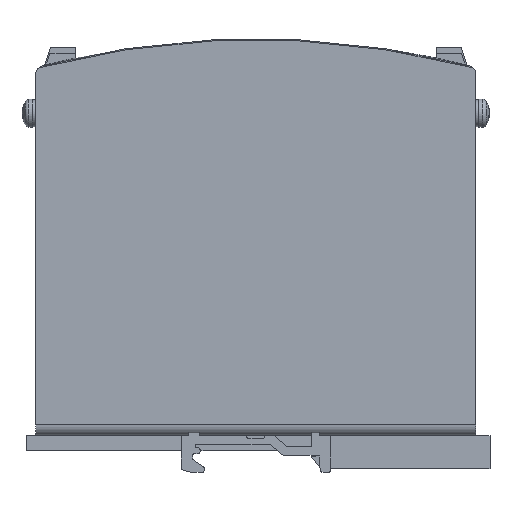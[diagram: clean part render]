
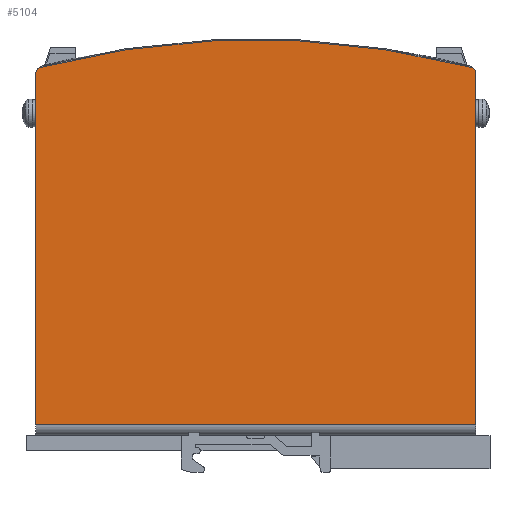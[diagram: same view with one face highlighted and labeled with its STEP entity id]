
A CAD part, left-side view. The second image highlights one B-rep face of the part: STEP entity #5104.
In plain terms, the highlighted planar face has unit normal (-1, 0, 0).
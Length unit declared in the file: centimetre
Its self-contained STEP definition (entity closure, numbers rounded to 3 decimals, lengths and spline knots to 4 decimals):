
#409=CIRCLE('',#5389,24.075);
#411=CIRCLE('',#5392,0.175);
#416=CIRCLE('',#5402,0.175);
#587=VERTEX_POINT('',#7186);
#588=VERTEX_POINT('',#7188);
#590=VERTEX_POINT('',#7193);
#591=VERTEX_POINT('',#7197);
#594=VERTEX_POINT('',#7202);
#598=VERTEX_POINT('',#7212);
#1097=VECTOR('',#5913,1.);
#1101=VECTOR('',#5920,1.);
#1105=VECTOR('',#5936,1.);
#1667=LINE('',#7203,#1097);
#1671=LINE('',#7213,#1101);
#1675=LINE('',#7226,#1105);
#2249=EDGE_CURVE('',#587,#588,#409,.T.);
#2253=EDGE_CURVE('',#590,#587,#411,.T.);
#2257=EDGE_CURVE('',#594,#591,#1667,.T.);
#2262=EDGE_CURVE('',#598,#594,#1671,.T.);
#2267=EDGE_CURVE('',#588,#598,#416,.T.);
#2269=EDGE_CURVE('',#591,#590,#1675,.T.);
#3096=ORIENTED_EDGE('',*,*,#2257,.F.);
#3097=ORIENTED_EDGE('',*,*,#2262,.F.);
#3098=ORIENTED_EDGE('',*,*,#2267,.F.);
#3099=ORIENTED_EDGE('',*,*,#2249,.F.);
#3100=ORIENTED_EDGE('',*,*,#2253,.F.);
#3101=ORIENTED_EDGE('',*,*,#2269,.F.);
#4496=EDGE_LOOP('',(#3096,#3097,#3098,#3099,#3100,#3101));
#4801=FACE_BOUND('',#4496,.T.);
#5104=ADVANCED_FACE('',(#4801),#8877,.F.);
#5389=AXIS2_PLACEMENT_3D('',#7187,#5897,#5898);
#5392=AXIS2_PLACEMENT_3D('',#7194,#5904,#5905);
#5402=AXIS2_PLACEMENT_3D('',#7223,#5931,#5932);
#5405=AXIS2_PLACEMENT_3D('',#7228,#5938,$);
#5897=DIRECTION('',(1.,0.,0.));
#5898=DIRECTION('',(0.,0.,-24.075));
#5904=DIRECTION('',(1.,0.,0.));
#5905=DIRECTION('',(0.,0.,-0.175));
#5913=DIRECTION('',(0.,1.,0.));
#5920=DIRECTION('',(0.,0.,-1.));
#5931=DIRECTION('',(1.,0.,0.));
#5932=DIRECTION('',(0.,0.,-0.175));
#5936=DIRECTION('',(0.,0.,1.));
#5938=DIRECTION('',(1.,0.,0.));
#7186=CARTESIAN_POINT('',(0.,12.2691,10.3095));
#7187=CARTESIAN_POINT('',(0.,6.2,-12.988));
#7188=CARTESIAN_POINT('',(0.,0.1309,10.3095));
#7193=CARTESIAN_POINT('',(0.,12.4,10.1401));
#7194=CARTESIAN_POINT('',(0.,12.225,10.1401));
#7197=CARTESIAN_POINT('',(0.,12.4,0.237));
#7202=CARTESIAN_POINT('',(0.,0.,0.237));
#7203=CARTESIAN_POINT('',(0.,6.2282,0.237));
#7212=CARTESIAN_POINT('',(0.,0.,
10.1401));
#7213=CARTESIAN_POINT('',(0.,0.,10.1401));
#7223=CARTESIAN_POINT('',(0.,0.175,10.1401));
#7226=CARTESIAN_POINT('',(0.,12.4,-0.063));
#7228=CARTESIAN_POINT('',(0.,6.2,5.2479));
#8877=PLANE('',#5405);
